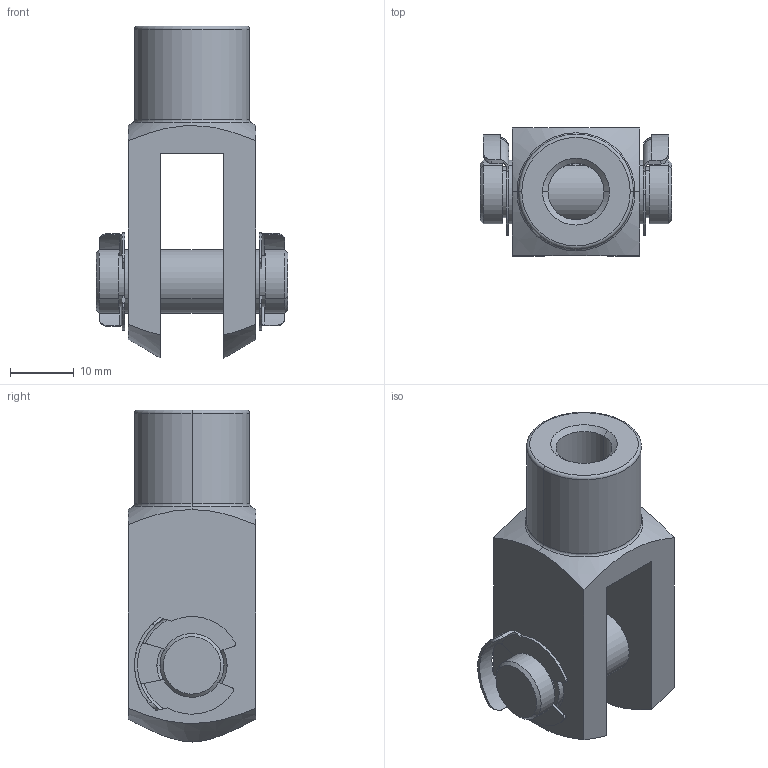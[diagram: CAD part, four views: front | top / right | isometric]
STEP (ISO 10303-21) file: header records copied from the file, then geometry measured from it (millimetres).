
FILE_DESCRIPTION (( 'STEP AP214' ), '1' );
FILE_NAME ('25 ÇB-RC.STEP', '2010-08-10T14:06:58', ( '' ), ( '' ), 'SwSTEP 2.0', 'SolidWorks 2010', '' );
FILE_SCHEMA (( 'AUTOMOTIVE_DESIGN' ));
Length unit declared in the file: millimetre
Products named in the file (4): 25   オ  ; 25  ﾇB  PﾝMﾝ; 25  KLÝPS; 25  オ-RC
Assembly tree (4 placements, depth 2):
  25  オ-RC
    25   オ  
    25  ﾇB  PﾝMﾝ
    25  KLÝPS  x2
Bounding box: 30 x 20 x 52 mm (x, y, z)
Volume: 11996.8 mm3; surface area: 7193.3 mm2
Topology: 4 solids, 4 shells, 123 faces, 305 edges, 194 vertices
Faces by surface type: cylinder 58, plane 38, cone 15, torus 12
Entity records: 3001 total; most frequent: CARTESIAN_POINT 763, DIRECTION 459, ORIENTED_EDGE 418, EDGE_CURVE 209, AXIS2_PLACEMENT_3D 188, VERTEX_POINT 132, EDGE_LOOP 97, CIRCLE 94
